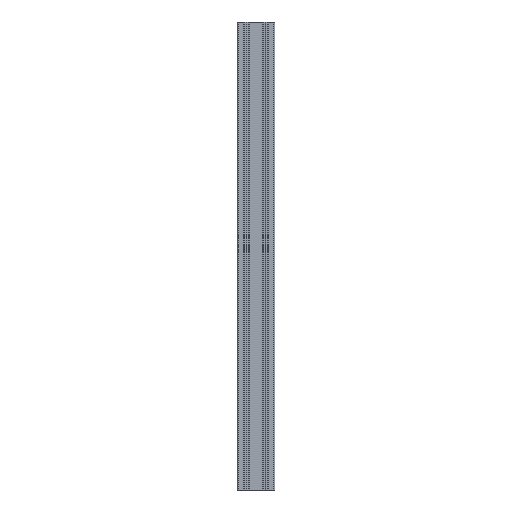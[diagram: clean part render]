
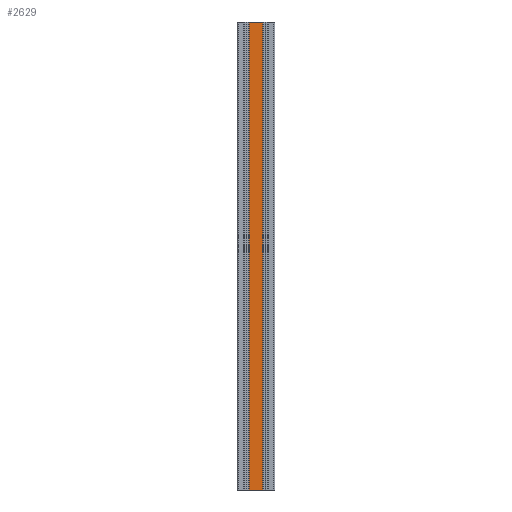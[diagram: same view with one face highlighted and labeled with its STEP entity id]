
A CAD part, left-side view. The second image highlights one B-rep face of the part: STEP entity #2629.
In plain terms, the highlighted planar face has unit normal (-1, 0, 0).
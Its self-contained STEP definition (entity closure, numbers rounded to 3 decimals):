
#866 = CARTESIAN_POINT ( 'NONE',  ( -40., 13.9, 1000. ) ) ;
#1464 = ORIENTED_EDGE ( 'NONE', *, *, #8855, .F. ) ;
#1983 = EDGE_CURVE ( 'NONE', #2254, #2532, #16924, .T. ) ;
#2166 = CARTESIAN_POINT ( 'NONE',  ( -40., -13.9, 1000. ) ) ;
#2254 = VERTEX_POINT ( 'NONE', #15785 ) ;
#2374 = LINE ( 'NONE', #16248, #16800 ) ;
#2532 = VERTEX_POINT ( 'NONE', #12102 ) ;
#2629 = ADVANCED_FACE ( 'NONE', ( #15443 ), #11093, .F. ) ;
#3508 = DIRECTION ( 'NONE',  ( 0., 0., -1. ) ) ;
#4918 = AXIS2_PLACEMENT_3D ( 'NONE', #10859, #10637, #10577 ) ;
#6046 = CARTESIAN_POINT ( 'NONE',  ( -40., 13.9, 0. ) ) ;
#6048 = LINE ( 'NONE', #2166, #8761 ) ;
#6444 = DIRECTION ( 'NONE',  ( 0., -1., 0. ) ) ;
#6477 = ORIENTED_EDGE ( 'NONE', *, *, #10872, .F. ) ;
#7101 = DIRECTION ( 'NONE',  ( 0., -1., 0. ) ) ;
#7135 = LINE ( 'NONE', #866, #14125 ) ;
#8124 = EDGE_LOOP ( 'NONE', ( #16537, #6477, #1464, #12059 ) ) ;
#8179 = EDGE_CURVE ( 'NONE', #11788, #2254, #7135, .T. ) ;
#8761 = VECTOR ( 'NONE', #3508, 1000. ) ;
#8855 = EDGE_CURVE ( 'NONE', #11788, #15226, #2374, .T. ) ;
#10190 = DIRECTION ( 'NONE',  ( 0., 0., -1. ) ) ;
#10577 = DIRECTION ( 'NONE',  ( 0., 1., 0. ) ) ;
#10637 = DIRECTION ( 'NONE',  ( 1., 0., 0. ) ) ;
#10859 = CARTESIAN_POINT ( 'NONE',  ( -40., 13.9, 1000. ) ) ;
#10872 = EDGE_CURVE ( 'NONE', #15226, #2532, #6048, .T. ) ;
#11093 = PLANE ( 'NONE',  #4918 ) ;
#11788 = VERTEX_POINT ( 'NONE', #11810 ) ;
#11810 = CARTESIAN_POINT ( 'NONE',  ( -40., 13.9, 1000. ) ) ;
#12059 = ORIENTED_EDGE ( 'NONE', *, *, #8179, .T. ) ;
#12102 = CARTESIAN_POINT ( 'NONE',  ( -40., -13.9, 0. ) ) ;
#13048 = VECTOR ( 'NONE', #6444, 1000. ) ;
#14125 = VECTOR ( 'NONE', #10190, 1000. ) ;
#15226 = VERTEX_POINT ( 'NONE', #15327 ) ;
#15327 = CARTESIAN_POINT ( 'NONE',  ( -40., -13.9, 1000. ) ) ;
#15443 = FACE_OUTER_BOUND ( 'NONE', #8124, .T. ) ;
#15785 = CARTESIAN_POINT ( 'NONE',  ( -40., 13.9, 0. ) ) ;
#16248 = CARTESIAN_POINT ( 'NONE',  ( -40., 13.9, 1000. ) ) ;
#16537 = ORIENTED_EDGE ( 'NONE', *, *, #1983, .T. ) ;
#16800 = VECTOR ( 'NONE', #7101, 1000. ) ;
#16924 = LINE ( 'NONE', #6046, #13048 ) ;
